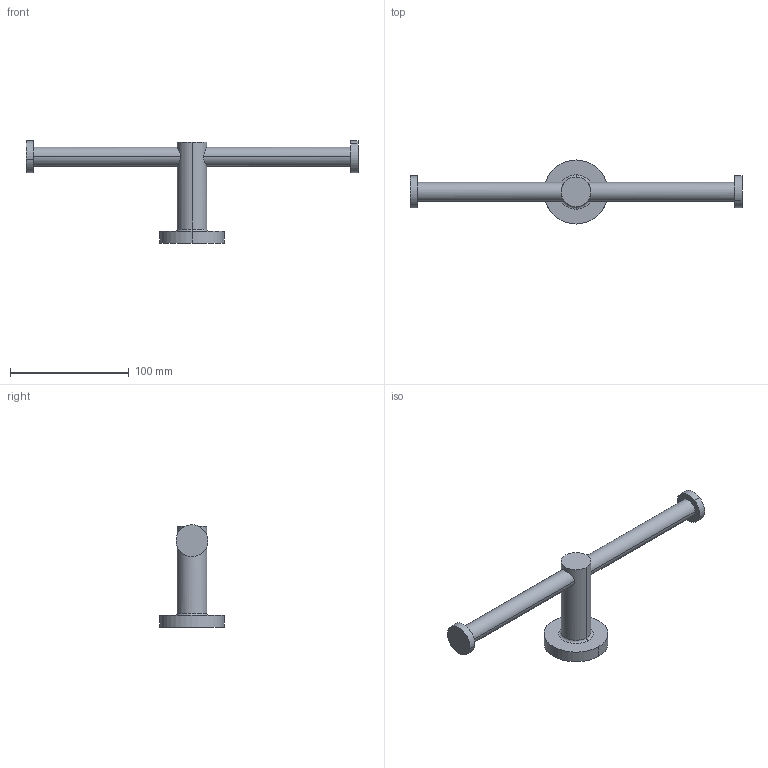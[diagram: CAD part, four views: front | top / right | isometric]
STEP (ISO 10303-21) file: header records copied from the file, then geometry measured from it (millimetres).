
FILE_DESCRIPTION (( 'STEP AP214' ), '1' );
FILE_NAME ('SUSSEX_SCALA_SDBTRHSXC_double_toilet_roll_holder_straight_shell.STEP', '2017-02-13T02:59:06', ( 'khoa' ), ( '' ), 'SwSTEP 2.0', 'SolidWorks 2016', '' );
FILE_SCHEMA (( 'AUTOMOTIVE_DESIGN' ));
Length unit declared in the file: millimetre
Products named in the file (1): SUSSEX_SCALA_SDBTRHSXC_double_toilet_roll_holder_straight_shell
Bounding box: 280 x 54 x 86.49 mm (x, y, z)
Volume: 115050.4 mm3; surface area: 26854.1 mm2
Topology: 1 solids, 1 shells, 21 faces, 40 edges, 26 vertices
Faces by surface type: cylinder 12, plane 7, torus 2
Entity records: 736 total; most frequent: CARTESIAN_POINT 256, DIRECTION 104, ORIENTED_EDGE 80, AXIS2_PLACEMENT_3D 46, EDGE_CURVE 40, VERTEX_POINT 26, EDGE_LOOP 26, CIRCLE 24
